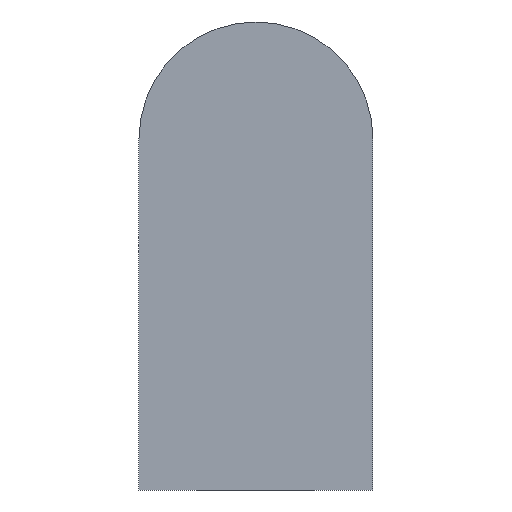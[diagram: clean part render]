
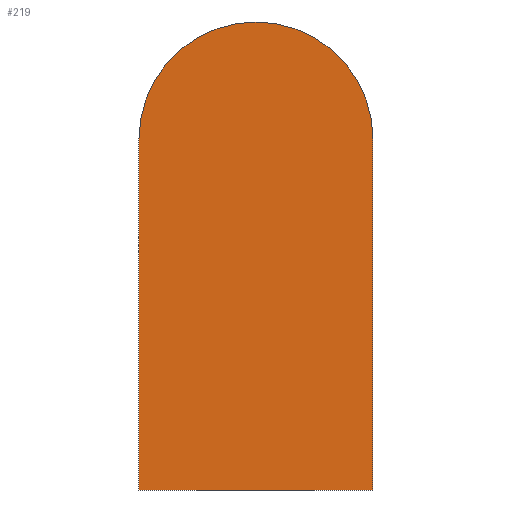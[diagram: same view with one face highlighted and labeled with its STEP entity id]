
A CAD part, left-side view. The second image highlights one B-rep face of the part: STEP entity #219.
In plain terms, the highlighted planar face has unit normal (-1, 0, 0).
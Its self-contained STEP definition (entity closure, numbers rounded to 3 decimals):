
#21=CIRCLE('',#247,20.);
#35=FACE_OUTER_BOUND('',#50,.T.);
#50=EDGE_LOOP('',(#192,#193,#194,#195));
#64=LINE('',#346,#87);
#68=LINE('',#354,#91);
#71=LINE('',#360,#94);
#87=VECTOR('',#286,10.);
#91=VECTOR('',#292,10.);
#94=VECTOR('',#297,10.);
#107=VERTEX_POINT('',#344);
#108=VERTEX_POINT('',#345);
#111=VERTEX_POINT('',#353);
#113=VERTEX_POINT('',#359);
#130=EDGE_CURVE('',#107,#108,#64,.T.);
#134=EDGE_CURVE('',#111,#107,#68,.T.);
#137=EDGE_CURVE('',#113,#111,#71,.T.);
#140=EDGE_CURVE('',#108,#113,#21,.T.);
#192=ORIENTED_EDGE('',*,*,#140,.F.);
#193=ORIENTED_EDGE('',*,*,#130,.F.);
#194=ORIENTED_EDGE('',*,*,#134,.F.);
#195=ORIENTED_EDGE('',*,*,#137,.F.);
#206=PLANE('',#250);
#219=ADVANCED_FACE('',(#35),#206,.F.);
#247=AXIS2_PLACEMENT_3D('',#365,#302,#303);
#250=AXIS2_PLACEMENT_3D('',#368,#308,#309);
#286=DIRECTION('',(0.,0.,1.));
#292=DIRECTION('',(0.,1.,0.));
#297=DIRECTION('',(0.,0.,-1.));
#302=DIRECTION('center_axis',(1.,0.,0.));
#303=DIRECTION('ref_axis',(0.,1.,0.));
#308=DIRECTION('center_axis',(1.,0.,0.));
#309=DIRECTION('ref_axis',(0.,1.,0.));
#344=CARTESIAN_POINT('',(0.,40.,0.));
#345=CARTESIAN_POINT('',(0.,40.,60.));
#346=CARTESIAN_POINT('',(0.,40.,0.));
#353=CARTESIAN_POINT('',(0.,0.,0.));
#354=CARTESIAN_POINT('',(0.,0.,0.));
#359=CARTESIAN_POINT('',(0.,0.,60.));
#360=CARTESIAN_POINT('',(0.,0.,60.));
#365=CARTESIAN_POINT('Origin',(0.,20.,60.));
#368=CARTESIAN_POINT('Origin',(0.,20.,40.));
